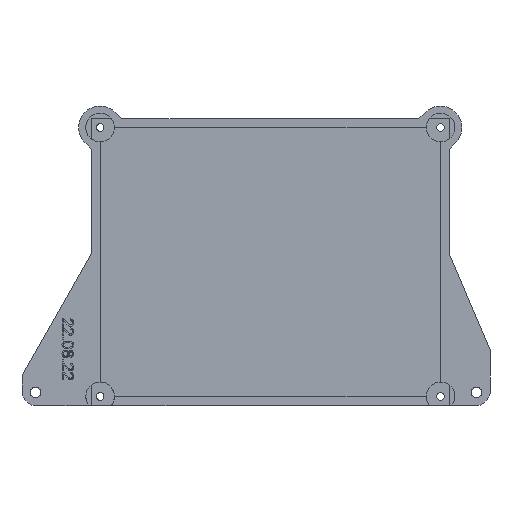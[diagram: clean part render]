
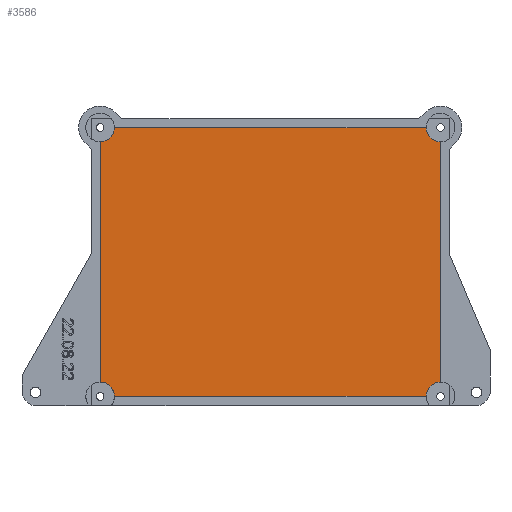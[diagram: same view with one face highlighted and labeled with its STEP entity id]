
A CAD part, top view. The second image highlights one B-rep face of the part: STEP entity #3586.
In plain terms, the highlighted planar face has unit normal (0, 0, 1).
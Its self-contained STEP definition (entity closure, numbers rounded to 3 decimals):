
#50=CIRCLE('',#3697,5.);
#51=CIRCLE('',#3698,5.);
#52=CIRCLE('',#3699,5.);
#53=CIRCLE('',#3700,5.);
#575=FACE_OUTER_BOUND('',#786,.T.);
#786=EDGE_LOOP('',(#3195,#3196,#3197,#3198,#3199,#3200,#3201,#3202));
#1047=LINE('',#7012,#1330);
#1050=LINE('',#7018,#1333);
#1053=LINE('',#7024,#1336);
#1057=LINE('',#7033,#1340);
#1330=VECTOR('',#4133,10.);
#1333=VECTOR('',#4138,10.);
#1336=VECTOR('',#4143,10.);
#1340=VECTOR('',#4149,10.);
#1694=VERTEX_POINT('',#7009);
#1695=VERTEX_POINT('',#7011);
#1696=VERTEX_POINT('',#7015);
#1697=VERTEX_POINT('',#7017);
#1698=VERTEX_POINT('',#7021);
#1699=VERTEX_POINT('',#7023);
#1702=VERTEX_POINT('',#7030);
#1703=VERTEX_POINT('',#7032);
#2201=EDGE_CURVE('',#1694,#1695,#1047,.T.);
#2204=EDGE_CURVE('',#1696,#1697,#1050,.T.);
#2207=EDGE_CURVE('',#1698,#1699,#1053,.T.);
#2211=EDGE_CURVE('',#1702,#1703,#1057,.T.);
#2213=EDGE_CURVE('',#1695,#1702,#50,.T.);
#2214=EDGE_CURVE('',#1697,#1694,#51,.T.);
#2215=EDGE_CURVE('',#1699,#1696,#52,.T.);
#2216=EDGE_CURVE('',#1703,#1698,#53,.T.);
#3195=ORIENTED_EDGE('',*,*,#2211,.F.);
#3196=ORIENTED_EDGE('',*,*,#2213,.F.);
#3197=ORIENTED_EDGE('',*,*,#2201,.F.);
#3198=ORIENTED_EDGE('',*,*,#2214,.F.);
#3199=ORIENTED_EDGE('',*,*,#2204,.F.);
#3200=ORIENTED_EDGE('',*,*,#2215,.F.);
#3201=ORIENTED_EDGE('',*,*,#2207,.F.);
#3202=ORIENTED_EDGE('',*,*,#2216,.F.);
#3402=PLANE('',#3696);
#3586=ADVANCED_FACE('',(#575),#3402,.T.);
#3696=AXIS2_PLACEMENT_3D('',#7035,#4151,#4152);
#3697=AXIS2_PLACEMENT_3D('',#7036,#4153,#4154);
#3698=AXIS2_PLACEMENT_3D('',#7037,#4155,#4156);
#3699=AXIS2_PLACEMENT_3D('',#7038,#4157,#4158);
#3700=AXIS2_PLACEMENT_3D('',#7039,#4159,#4160);
#4133=DIRECTION('',(0.,-1.,0.));
#4138=DIRECTION('',(1.,0.,0.));
#4143=DIRECTION('',(0.,1.,0.));
#4149=DIRECTION('',(-1.,0.,0.));
#4151=DIRECTION('center_axis',(0.,0.,
1.));
#4152=DIRECTION('ref_axis',(-1.,0.,0.));
#4153=DIRECTION('center_axis',(0.,0.,
1.));
#4154=DIRECTION('ref_axis',(0.751,-0.66,0.));
#4155=DIRECTION('center_axis',(0.,0.,
1.));
#4156=DIRECTION('ref_axis',(-1.,0.,0.));
#4157=DIRECTION('center_axis',(0.,0.,
1.));
#4158=DIRECTION('ref_axis',(-1.,0.,0.));
#4159=DIRECTION('center_axis',(0.,0.,
1.));
#4160=DIRECTION('ref_axis',(0.751,-0.66,0.));
#7009=CARTESIAN_POINT('',(60.35,42.65,39.25));
#7011=CARTESIAN_POINT('',(60.35,-41.35,39.25));
#7012=CARTESIAN_POINT('',(60.35,47.65,39.25));
#7015=CARTESIAN_POINT('',(-53.65,47.65,39.25));
#7017=CARTESIAN_POINT('',(55.35,47.65,39.25));
#7018=CARTESIAN_POINT('',(-58.65,47.65,39.25));
#7021=CARTESIAN_POINT('',(-58.65,-41.35,39.25));
#7023=CARTESIAN_POINT('',(-58.65,42.65,39.25));
#7024=CARTESIAN_POINT('',(-58.65,-46.35,39.25));
#7030=CARTESIAN_POINT('',(55.35,-46.35,39.25));
#7032=CARTESIAN_POINT('',(-53.65,-46.35,39.25));
#7033=CARTESIAN_POINT('',(60.35,-46.35,39.25));
#7035=CARTESIAN_POINT('Origin',(0.85,0.65,39.25));
#7036=CARTESIAN_POINT('Origin',(60.35,-46.35,39.25));
#7037=CARTESIAN_POINT('Origin',(60.35,47.65,39.25));
#7038=CARTESIAN_POINT('Origin',(-58.65,47.65,39.25));
#7039=CARTESIAN_POINT('Origin',(-58.65,-46.35,39.25));
